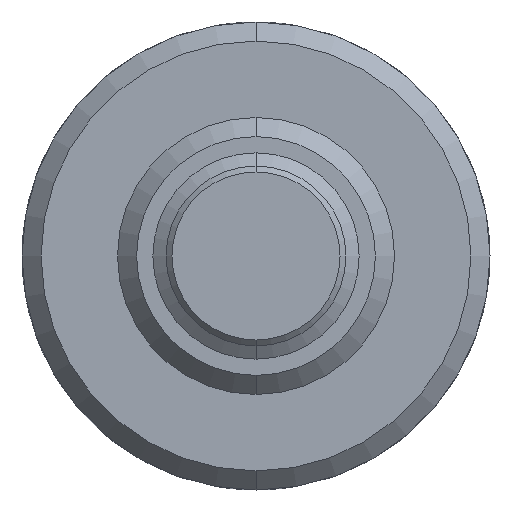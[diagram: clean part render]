
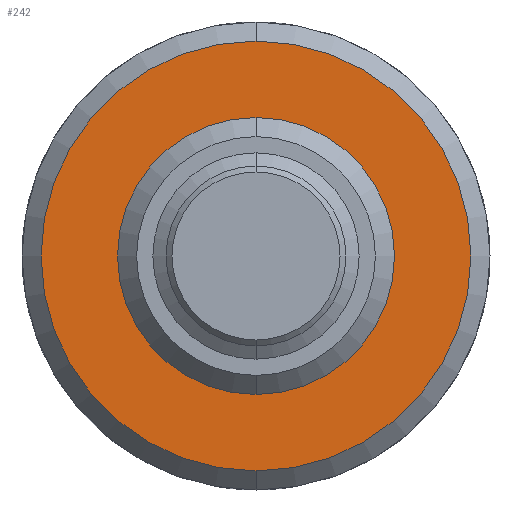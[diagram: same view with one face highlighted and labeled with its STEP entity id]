
A CAD part, front view. The second image highlights one B-rep face of the part: STEP entity #242.
In plain terms, the highlighted planar face has unit normal (0, -1, 0).
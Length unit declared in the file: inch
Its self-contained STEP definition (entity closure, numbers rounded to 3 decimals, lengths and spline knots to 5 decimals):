
#12 = VERTEX_POINT ( 'NONE', #416 ) ;
#14 = EDGE_CURVE ( 'NONE', #15, #12, #412, .T. ) ;
#15 = VERTEX_POINT ( 'NONE', #652 ) ;
#182 = DIRECTION ( 'NONE',  ( 0., 0., 1. ) ) ;
#206 = EDGE_CURVE ( 'NONE', #12, #15, #1035, .T. ) ;
#207 = EDGE_LOOP ( 'NONE', ( #243, #248 ) ) ;
#236 = EDGE_LOOP ( 'NONE', ( #241, #244 ) ) ;
#241 = ORIENTED_EDGE ( 'NONE', *, *, #206, .T. ) ;
#242 = ADVANCED_FACE ( 'NONE', ( #1047, #1046 ), #946, .F. ) ;
#243 = ORIENTED_EDGE ( 'NONE', *, *, #247, .F. ) ;
#244 = ORIENTED_EDGE ( 'NONE', *, *, #14, .T. ) ;
#247 = EDGE_CURVE ( 'NONE', #273, #398, #953, .T. ) ;
#248 = ORIENTED_EDGE ( 'NONE', *, *, #274, .F. ) ;
#273 = VERTEX_POINT ( 'NONE', #993 ) ;
#274 = EDGE_CURVE ( 'NONE', #398, #273, #1002, .T. ) ;
#398 = VERTEX_POINT ( 'NONE', #1167 ) ;
#412 = CIRCLE ( 'NONE', #650, 0.1125 ) ;
#416 = CARTESIAN_POINT ( 'NONE',  ( 0., -0.1, 0.1125 ) ) ;
#647 = DIRECTION ( 'NONE',  ( 0., 0., 1. ) ) ;
#648 = DIRECTION ( 'NONE',  ( 0., -1., 0. ) ) ;
#649 = CARTESIAN_POINT ( 'NONE',  ( 0., -0.1, 0. ) ) ;
#650 = AXIS2_PLACEMENT_3D ( 'NONE', #649, #648, #647 ) ;
#652 = CARTESIAN_POINT ( 'NONE',  ( 0., -0.1, -0.1125 ) ) ;
#941 = AXIS2_PLACEMENT_3D ( 'NONE', #945, #1034, #1033 ) ;
#945 = CARTESIAN_POINT ( 'NONE',  ( 0., -0.1, 0. ) ) ;
#946 = PLANE ( 'NONE',  #1050 ) ;
#947 = CARTESIAN_POINT ( 'NONE',  ( 0., -0.1, 0. ) ) ;
#953 = CIRCLE ( 'NONE', #941, 0.0725 ) ;
#955 = DIRECTION ( 'NONE',  ( 0., 0., 1. ) ) ;
#956 = DIRECTION ( 'NONE',  ( 0., 1., 0. ) ) ;
#970 = DIRECTION ( 'NONE',  ( 0., 0., 1. ) ) ;
#971 = DIRECTION ( 'NONE',  ( 0., -1., 0. ) ) ;
#981 = CARTESIAN_POINT ( 'NONE',  ( 0., -0.1, 0. ) ) ;
#987 = DIRECTION ( 'NONE',  ( 0., -1., 0. ) ) ;
#988 = AXIS2_PLACEMENT_3D ( 'NONE', #992, #987, #182 ) ;
#992 = CARTESIAN_POINT ( 'NONE',  ( 0., -0.1, 0. ) ) ;
#993 = CARTESIAN_POINT ( 'NONE',  ( 0., -0.1, 0.0725 ) ) ;
#1002 = CIRCLE ( 'NONE', #988, 0.0725 ) ;
#1033 = DIRECTION ( 'NONE',  ( 0., 0., 1. ) ) ;
#1034 = DIRECTION ( 'NONE',  ( 0., -1., 0. ) ) ;
#1035 = CIRCLE ( 'NONE', #1093, 0.1125 ) ;
#1046 = FACE_BOUND ( 'NONE', #207, .T. ) ;
#1047 = FACE_OUTER_BOUND ( 'NONE', #236, .T. ) ;
#1050 = AXIS2_PLACEMENT_3D ( 'NONE', #947, #956, #955 ) ;
#1093 = AXIS2_PLACEMENT_3D ( 'NONE', #981, #971, #970 ) ;
#1167 = CARTESIAN_POINT ( 'NONE',  ( 0., -0.1, -0.0725 ) ) ;
